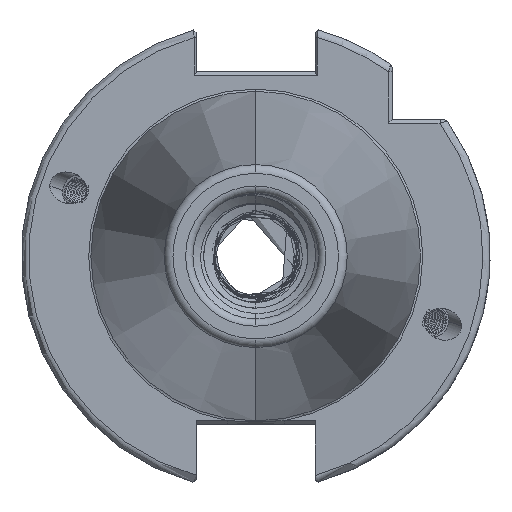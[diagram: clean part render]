
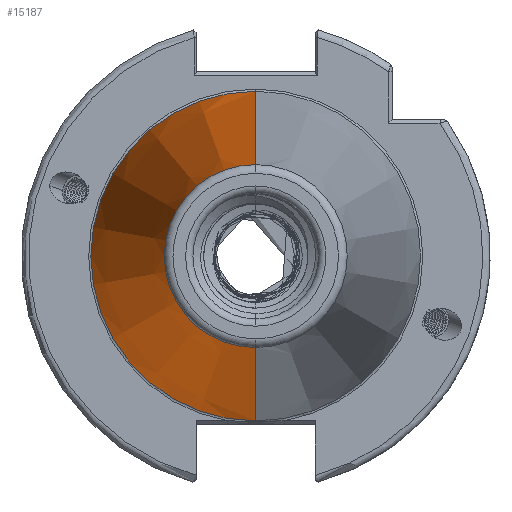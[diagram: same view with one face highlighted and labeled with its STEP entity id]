
A CAD part, left-side view. The second image highlights one B-rep face of the part: STEP entity #15187.
In plain terms, the highlighted conical face has half-angle 8.297 degrees and reference radius 22.692 mm.
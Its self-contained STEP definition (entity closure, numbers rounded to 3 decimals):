
#1722 = CONICAL_SURFACE ( 'NONE', #8429, 22.692, 0.145 ) ;
#1740 = FACE_OUTER_BOUND ( 'NONE', #11548, .T. ) ;
#2324 = CIRCLE ( 'NONE', #8912, 22.327 ) ;
#2365 = VECTOR ( 'NONE', #7128, 1000. ) ;
#2380 = LINE ( 'NONE', #7150, #2365 ) ;
#2413 = CIRCLE ( 'NONE', #8917, 12.4 ) ;
#2428 = LINE ( 'NONE', #7288, #2430 ) ;
#2430 = VECTOR ( 'NONE', #7320, 1000. ) ;
#3597 = CARTESIAN_POINT ( 'NONE',  ( -70.573, 0., 12.4 ) ) ;
#3604 = CARTESIAN_POINT ( 'NONE',  ( -2.5, 0., -22.327 ) ) ;
#3620 = CARTESIAN_POINT ( 'NONE',  ( -70.573, 0., -12.4 ) ) ;
#3707 = CARTESIAN_POINT ( 'NONE',  ( -2.5, 0., 22.327 ) ) ;
#3787 = CARTESIAN_POINT ( 'NONE',  ( 0., 0., 0. ) ) ;
#3790 = DIRECTION ( 'NONE',  ( 0., 0., -1. ) ) ;
#3798 = DIRECTION ( 'NONE',  ( 1., 0., 0. ) ) ;
#4132 = EDGE_CURVE ( 'NONE', #11377, #11475, #2324, .T. ) ;
#4138 = EDGE_CURVE ( 'NONE', #11430, #11372, #2413, .T. ) ;
#4141 = EDGE_CURVE ( 'NONE', #11372, #11475, #2380, .T. ) ;
#4159 = EDGE_CURVE ( 'NONE', #11430, #11377, #2428, .T. ) ;
#7098 = DIRECTION ( 'NONE',  ( 1., 0., 0. ) ) ;
#7099 = DIRECTION ( 'NONE',  ( 0., 0., -1. ) ) ;
#7100 = CARTESIAN_POINT ( 'NONE',  ( -70.573, 0., 0. ) ) ;
#7102 = DIRECTION ( 'NONE',  ( 0., 0., 1. ) ) ;
#7104 = DIRECTION ( 'NONE',  ( 1., 0., 0. ) ) ;
#7110 = CARTESIAN_POINT ( 'NONE',  ( -2.5, 0., 0. ) ) ;
#7128 = DIRECTION ( 'NONE',  ( 0.99, 0., 0.144 ) ) ;
#7150 = CARTESIAN_POINT ( 'NONE',  ( 0., 0., 22.692 ) ) ;
#7288 = CARTESIAN_POINT ( 'NONE',  ( 0., 0., -22.692 ) ) ;
#7320 = DIRECTION ( 'NONE',  ( 0.99, 0., -0.144 ) ) ;
#8429 = AXIS2_PLACEMENT_3D ( 'NONE', #3787, #3798, #3790 ) ;
#8912 = AXIS2_PLACEMENT_3D ( 'NONE', #7110, #7104, #7099 ) ;
#8917 = AXIS2_PLACEMENT_3D ( 'NONE', #7100, #7098, #7102 ) ;
#11372 = VERTEX_POINT ( 'NONE', #3597 ) ;
#11377 = VERTEX_POINT ( 'NONE', #3604 ) ;
#11430 = VERTEX_POINT ( 'NONE', #3620 ) ;
#11475 = VERTEX_POINT ( 'NONE', #3707 ) ;
#11548 = EDGE_LOOP ( 'NONE', ( #15113, #15085, #15111, #15084 ) ) ;
#15084 = ORIENTED_EDGE ( 'NONE', *, *, #4159, .F. ) ;
#15085 = ORIENTED_EDGE ( 'NONE', *, *, #4141, .T. ) ;
#15111 = ORIENTED_EDGE ( 'NONE', *, *, #4132, .F. ) ;
#15113 = ORIENTED_EDGE ( 'NONE', *, *, #4138, .T. ) ;
#15187 = ADVANCED_FACE ( 'NONE', ( #1740 ), #1722, .T. ) ;
